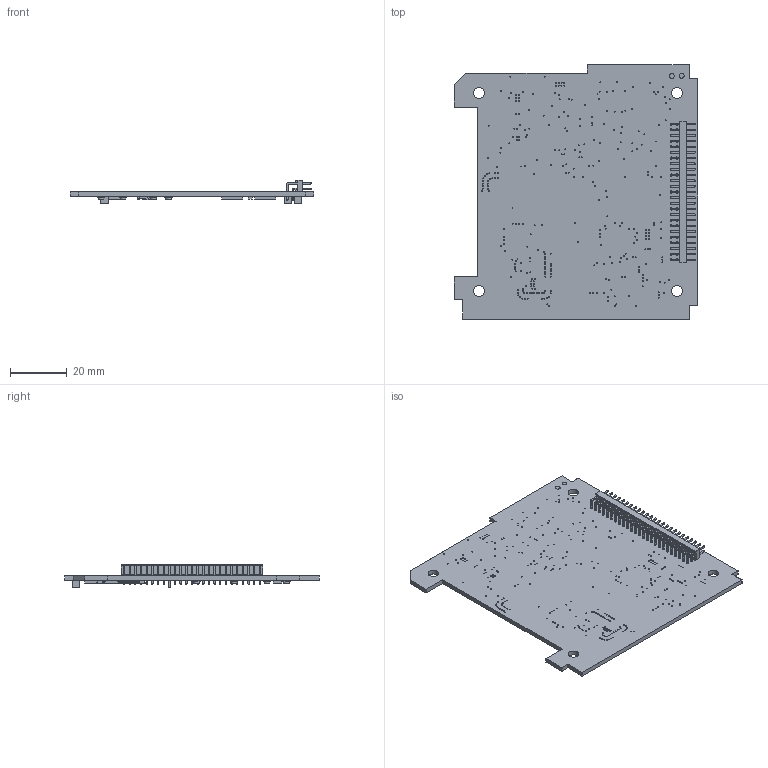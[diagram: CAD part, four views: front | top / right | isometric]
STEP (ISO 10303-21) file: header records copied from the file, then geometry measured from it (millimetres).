
FILE_DESCRIPTION(/* description */ (''),/* implementation_level */ '2;1');
FILE_NAME(/* name */ 'B4_MB1 v52.step',/* time_stamp */ '2021-05-20T07:28:20+09:00',/* author */ (''),/* organization */ (''),/* preprocessor_version */ 'ST-DEVELOPER v18.1',/* originating_system */ 'Autodesk Translation Framework v10.6.0.1341',/* authorisation */ '');
FILE_SCHEMA (('AUTOMOTIVE_DESIGN { 1 0 10303 214 3 1 1 }'));
Products named in the file (46): B4_MB1; B3_internal_board_LDM; B3_50pinL; RW_connector; 545502471_RW_connector; MML_Connector; MB1_v18; PCB Component; Board; 1uF; 12nH; NX2520SA-32MHZ; SX1278; HMC452ST89; BIRDS3_THA_LIB_SSM6K411TU; MCU-ATMEGA32U4-MUR(VQFN44); 1k; MIC5504-3.3YM5-TR; 16MHZ_CRYSTL; MR45V064B; PE4259; UFL; 1.27_PIN_HEADER; LTC4361-1/LTC4361-2; 1uF_1; MMC5883MA; 100; 0.01uF; STM32F446_LQFP64; CX3225SB16000D0GEJZ1; VENUS838; U.FL; LTC4361-2; DTC144EKA; SQ1922EEH; LED_0805(1206); LPC-50M2LG; WM8810CT-ND; L3GD20TR; BD63282EFV ...
Assembly tree (189 placements, depth 4):
  B4_MB1
    B3_internal_board_LDM
    B3_50pinL
    RW_connector
    545502471_RW_connector
    MML_Connector  x4
    MB1_v18
      PCB Component
        Board
        1uF  x54
        12nH  x8
        NX2520SA-32MHZ
        SX1278
        HMC452ST89
        BIRDS3_THA_LIB_SSM6K411TU
        MCU-ATMEGA32U4-MUR(VQFN44)
        1k  x11
        MIC5504-3.3YM5-TR
        16MHZ_CRYSTL
        MR45V064B
        PE4259  x2
        UFL  x3
        1.27_PIN_HEADER
        LTC4361-1/LTC4361-2
        1uF_1  x18
        MMC5883MA
        100  x20
        0.01uF  x16
        STM32F446_LQFP64
        CX3225SB16000D0GEJZ1
        VENUS838
        U.FL
        LTC4361-2  x5
        DTC144EKA  x6
        SQ1922EEH  x4
        LED_0805(1206)
        LPC-50M2LG
        WM8810CT-ND
        L3GD20TR
        BD63282EFV
        82nH  x4
        0 ohm
        TB6612FNG  x2
        33nH
        PTR1PAD1-17  x2
    Component5
Bounding box: 86 x 90 x 8.15 mm (x, y, z)
Volume: 23243.9 mm3; surface area: 35707 mm2
Topology: 186 solids, 186 shells, 3594 faces, 8993 edges, 5820 vertices
Faces by surface type: plane 2590, cylinder 1000, bspline 4
Full cylindrical faces by diameter (mm): 0.3 x1, 0.35 x327, 0.5 x4, 0.7 x50, 0.75 x44, 0.755 x2, 0.762 x2, 0.768 x2, 1.702 x2, 1.8 x4, 2 x4, 3.8 x8
Entity records: 88386 total; most frequent: CARTESIAN_POINT 14843, DIRECTION 14692, ORIENTED_EDGE 14458, EDGE_CURVE 7229, LINE 5652, VECTOR 5652, VERTEX_POINT 4644, AXIS2_PLACEMENT_3D 4520
